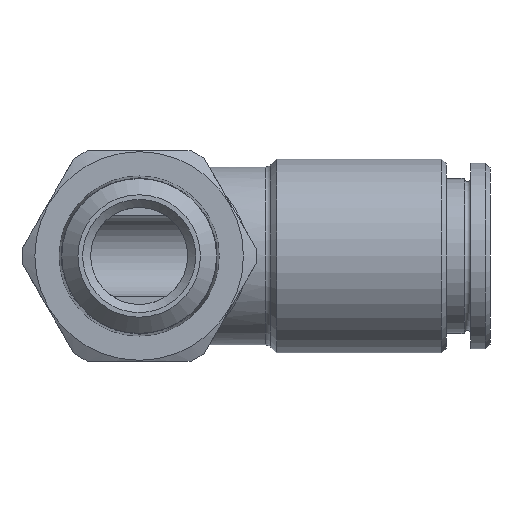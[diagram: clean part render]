
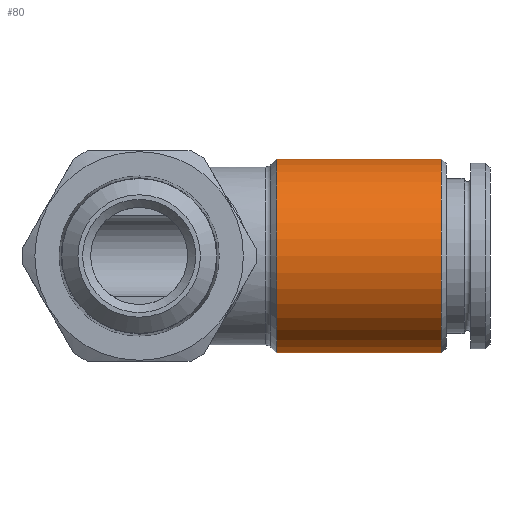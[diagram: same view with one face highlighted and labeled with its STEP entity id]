
A CAD part, front view. The second image highlights one B-rep face of the part: STEP entity #80.
In plain terms, the highlighted cylindrical face has radius 6 mm (diameter 12 mm), a full revolution.
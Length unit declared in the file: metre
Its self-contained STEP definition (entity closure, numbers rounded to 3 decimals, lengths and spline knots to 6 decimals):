
#80 = ADVANCED_FACE( 'NONE', ( #204, #205 ), #206, .T. );
#204 = FACE_OUTER_BOUND( '', #514, .T. );
#205 = FACE_OUTER_BOUND( '', #515, .T. );
#206 = CYLINDRICAL_SURFACE( '', #516, 0.006 );
#514 = EDGE_LOOP( '', ( #918 ) );
#515 = EDGE_LOOP( '', ( #919 ) );
#516 = AXIS2_PLACEMENT_3D( '', #920, #921, #922 );
#918 = ORIENTED_EDGE( '', *, *, #1301, .T. );
#919 = ORIENTED_EDGE( '', *, *, #1302, .T. );
#920 = CARTESIAN_POINT( '', ( 0., 0., 0. ) );
#921 = DIRECTION( '', ( 1., 0., 0. ) );
#922 = DIRECTION( '', ( 0., 0., 1. ) );
#1301 = EDGE_CURVE( 'NONE', #1457, #1457, #1458, .T. );
#1302 = EDGE_CURVE( 'NONE', #1459, #1459, #1460, .T. );
#1457 = VERTEX_POINT( '', #1734 );
#1458 = CIRCLE( '', #1735, 0.006 );
#1459 = VERTEX_POINT( '', #1736 );
#1460 = CIRCLE( '', #1737, 0.006 );
#1734 = CARTESIAN_POINT( '', ( 0.0085, 0., -0.006 ) );
#1735 = AXIS2_PLACEMENT_3D( '', #2259, #2260, #2261 );
#1736 = CARTESIAN_POINT( '', ( 0.0187, 0., 0.006 ) );
#1737 = AXIS2_PLACEMENT_3D( '', #2262, #2263, #2264 );
#2259 = CARTESIAN_POINT( '', ( 0.0085, 0., 0. ) );
#2260 = DIRECTION( '', ( 1., 0., 0. ) );
#2261 = DIRECTION( '', ( 0., 0., -1. ) );
#2262 = CARTESIAN_POINT( '', ( 0.0187, 0., 0. ) );
#2263 = DIRECTION( '', ( -1., 0., 0. ) );
#2264 = DIRECTION( '', ( 0., 0., 1. ) );
